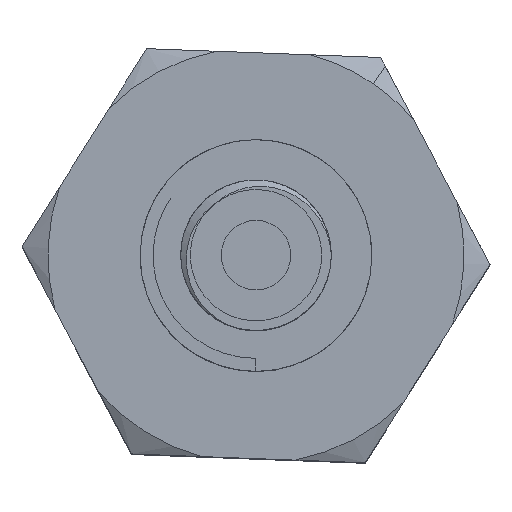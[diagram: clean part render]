
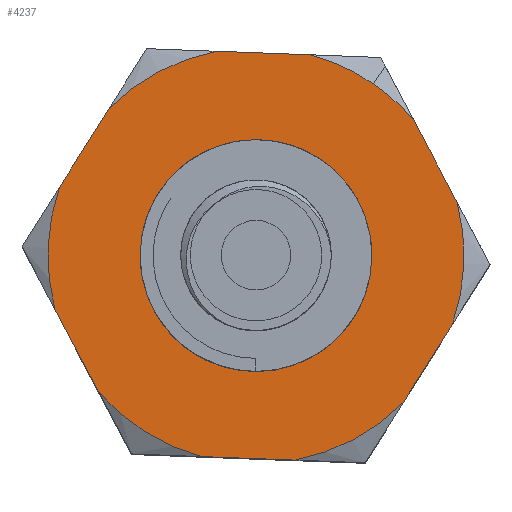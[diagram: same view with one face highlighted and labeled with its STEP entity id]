
A CAD part, top view. The second image highlights one B-rep face of the part: STEP entity #4237.
In plain terms, the highlighted planar face has unit normal (0, 0, 1).
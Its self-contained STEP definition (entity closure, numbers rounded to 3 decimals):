
#296 = CIRCLE ( 'NONE', #8437, 3.591 ) ;
#744 = ORIENTED_EDGE ( 'NONE', *, *, #10163, .F. ) ;
#827 = PLANE ( 'NONE',  #30902 ) ;
#831 = DIRECTION ( 'NONE',  ( 0., 0., -1. ) ) ;
#922 = AXIS2_PLACEMENT_3D ( 'NONE', #28641, #26227, #4029 ) ;
#937 = DIRECTION ( 'NONE',  ( 0.564, 0.826, 0. ) ) ;
#972 = VECTOR ( 'NONE', #7539, 1000. ) ;
#982 = CARTESIAN_POINT ( 'NONE',  ( -0.673, 3.528, 9.981 ) ) ;
#1936 = DIRECTION ( 'NONE',  ( -0.999, 0.038, 0. ) ) ;
#1987 = VERTEX_POINT ( 'NONE', #30613 ) ;
#2220 = CARTESIAN_POINT ( 'NONE',  ( -2.719, -2.346, 9.981 ) ) ;
#2259 = CARTESIAN_POINT ( 'NONE',  ( 3.392, -1.181, 9.981 ) ) ;
#2330 = CARTESIAN_POINT ( 'NONE',  ( 0.846, 1.239, 9.981 ) ) ;
#2762 = VERTEX_POINT ( 'NONE', #4495 ) ;
#2786 = CARTESIAN_POINT ( 'NONE',  ( -2.151, -3.421, 9.981 ) ) ;
#2851 = CARTESIAN_POINT ( 'NONE',  ( 0.936, 3.467, 9.981 ) ) ;
#2865 = CARTESIAN_POINT ( 'NONE',  ( 0., 0., 9.981 ) ) ;
#3129 = CARTESIAN_POINT ( 'NONE',  ( 0., 0., 9.981 ) ) ;
#3152 = AXIS2_PLACEMENT_3D ( 'NONE', #2865, #25516, #25412 ) ;
#3330 = DIRECTION ( 'NONE',  ( 0.564, 0.826, 0. ) ) ;
#3414 = CIRCLE ( 'NONE', #6138, 3.591 ) ;
#3525 = DIRECTION ( 'NONE',  ( 0., 0., -1. ) ) ;
#3701 = EDGE_CURVE ( 'NONE', #10597, #18750, #296, .T. ) ;
#4029 = DIRECTION ( 'NONE',  ( 0.564, 0.826, 0. ) ) ;
#4237 = ADVANCED_FACE ( 'NONE', ( #22219, #17151 ), #827, .F. ) ;
#4316 = CARTESIAN_POINT ( 'NONE',  ( 0., 0., 9.981 ) ) ;
#4495 = CARTESIAN_POINT ( 'NONE',  ( 0.673, -3.528, 9.981 ) ) ;
#4718 = AXIS2_PLACEMENT_3D ( 'NONE', #23193, #10709, #18373 ) ;
#5088 = DIRECTION ( 'NONE',  ( -0.467, 0.884, 0. ) ) ;
#5205 = ORIENTED_EDGE ( 'NONE', *, *, #9571, .F. ) ;
#5240 = EDGE_CURVE ( 'NONE', #23284, #2762, #24561, .T. ) ;
#5361 = VECTOR ( 'NONE', #17302, 1000. ) ;
#5710 = CIRCLE ( 'NONE', #922, 3.591 ) ;
#5756 = EDGE_CURVE ( 'NONE', #1987, #10584, #3414, .T. ) ;
#5889 = AXIS2_PLACEMENT_3D ( 'NONE', #30838, #831, #3330 ) ;
#6138 = AXIS2_PLACEMENT_3D ( 'NONE', #19161, #19269, #21772 ) ;
#6516 = ORIENTED_EDGE ( 'NONE', *, *, #3701, .F. ) ;
#7026 = EDGE_CURVE ( 'NONE', #21474, #11974, #5710, .T. ) ;
#7295 = AXIS2_PLACEMENT_3D ( 'NONE', #9200, #24507, #24088 ) ;
#7385 = LINE ( 'NONE', #2786, #22620 ) ;
#7539 = DIRECTION ( 'NONE',  ( 0.467, -0.884, 0. ) ) ;
#7637 = EDGE_LOOP ( 'NONE', ( #6516, #744, #30715, #5205, #11890, #22807, #8956, #16412, #29487, #9465, #13346, #31527, #24796 ) ) ;
#8369 = DIRECTION ( 'NONE',  ( 0., 0., -1. ) ) ;
#8437 = AXIS2_PLACEMENT_3D ( 'NONE', #3129, #18227, #15919 ) ;
#8629 = ORIENTED_EDGE ( 'NONE', *, *, #24047, .T. ) ;
#8800 = EDGE_CURVE ( 'NONE', #17418, #31876, #17413, .T. ) ;
#8956 = ORIENTED_EDGE ( 'NONE', *, *, #26289, .F. ) ;
#9200 = CARTESIAN_POINT ( 'NONE',  ( 0., 0., 9.981 ) ) ;
#9304 = CARTESIAN_POINT ( 'NONE',  ( 2.719, 2.346, 9.981 ) ) ;
#9397 = CIRCLE ( 'NONE', #27159, 3.591 ) ;
#9465 = ORIENTED_EDGE ( 'NONE', *, *, #25423, .F. ) ;
#9571 = EDGE_CURVE ( 'NONE', #22196, #1987, #25616, .T. ) ;
#9917 = CARTESIAN_POINT ( 'NONE',  ( 4.039, -0.152, 9.981 ) ) ;
#10163 = EDGE_CURVE ( 'NONE', #10584, #10597, #28764, .T. ) ;
#10183 = CARTESIAN_POINT ( 'NONE',  ( -1.887, 3.574, 9.981 ) ) ;
#10584 = VERTEX_POINT ( 'NONE', #9304 ) ;
#10597 = VERTEX_POINT ( 'NONE', #29125 ) ;
#10681 = CARTESIAN_POINT ( 'NONE',  ( -4.039, 0.152, 9.981 ) ) ;
#10709 = DIRECTION ( 'NONE',  ( 0., 0., -1. ) ) ;
#10911 = VECTOR ( 'NONE', #30416, 1000. ) ;
#11181 = CARTESIAN_POINT ( 'NONE',  ( 0., 0., 9.981 ) ) ;
#11678 = CARTESIAN_POINT ( 'NONE',  ( 1.887, -3.574, 9.981 ) ) ;
#11890 = ORIENTED_EDGE ( 'NONE', *, *, #29421, .F. ) ;
#11974 = VERTEX_POINT ( 'NONE', #982 ) ;
#12894 = LINE ( 'NONE', #10681, #10911 ) ;
#13346 = ORIENTED_EDGE ( 'NONE', *, *, #20570, .F. ) ;
#13525 = EDGE_CURVE ( 'NONE', #32381, #17929, #23965, .T. ) ;
#14137 = VECTOR ( 'NONE', #15064, 1000. ) ;
#14659 = CARTESIAN_POINT ( 'NONE',  ( 2.151, 3.421, 9.981 ) ) ;
#15064 = DIRECTION ( 'NONE',  ( -0.532, -0.847, 0. ) ) ;
#15305 = EDGE_CURVE ( 'NONE', #18750, #23284, #27450, .T. ) ;
#15919 = DIRECTION ( 'NONE',  ( 0.564, 0.826, 0. ) ) ;
#16412 = ORIENTED_EDGE ( 'NONE', *, *, #13525, .F. ) ;
#16877 = CARTESIAN_POINT ( 'NONE',  ( -2.534, 2.545, 9.981 ) ) ;
#16885 = DIRECTION ( 'NONE',  ( 0.564, 0.826, 0. ) ) ;
#17151 = FACE_OUTER_BOUND ( 'NONE', #7637, .T. ) ;
#17302 = DIRECTION ( 'NONE',  ( 0.999, -0.038, 0. ) ) ;
#17310 = VERTEX_POINT ( 'NONE', #2220 ) ;
#17413 = CIRCLE ( 'NONE', #27565, 1.5 ) ;
#17418 = VERTEX_POINT ( 'NONE', #2330 ) ;
#17929 = VERTEX_POINT ( 'NONE', #28796 ) ;
#18227 = DIRECTION ( 'NONE',  ( 0., 0., -1. ) ) ;
#18373 = DIRECTION ( 'NONE',  ( 0.564, 0.826, 0. ) ) ;
#18517 = VECTOR ( 'NONE', #1936, 1000. ) ;
#18750 = VERTEX_POINT ( 'NONE', #2259 ) ;
#18902 = EDGE_CURVE ( 'NONE', #17310, #32381, #7385, .T. ) ;
#19161 = CARTESIAN_POINT ( 'NONE',  ( 0., 0., 9.981 ) ) ;
#19192 = DIRECTION ( 'NONE',  ( 0., 0., -1. ) ) ;
#19269 = DIRECTION ( 'NONE',  ( 0., 0., -1. ) ) ;
#20404 = CIRCLE ( 'NONE', #4718, 1.5 ) ;
#20570 = EDGE_CURVE ( 'NONE', #2762, #27902, #22817, .T. ) ;
#20768 = CARTESIAN_POINT ( 'NONE',  ( -0.846, -1.239, 9.981 ) ) ;
#21212 = EDGE_LOOP ( 'NONE', ( #8629, #23518 ) ) ;
#21474 = VERTEX_POINT ( 'NONE', #16877 ) ;
#21772 = DIRECTION ( 'NONE',  ( 0.564, 0.826, 0. ) ) ;
#21961 = CARTESIAN_POINT ( 'NONE',  ( -3.471, -0.923, 9.981 ) ) ;
#22196 = VERTEX_POINT ( 'NONE', #2851 ) ;
#22219 = FACE_BOUND ( 'NONE', #21212, .T. ) ;
#22620 = VECTOR ( 'NONE', #5088, 1000. ) ;
#22807 = ORIENTED_EDGE ( 'NONE', *, *, #7026, .F. ) ;
#22817 = LINE ( 'NONE', #11678, #18517 ) ;
#23143 = CARTESIAN_POINT ( 'NONE',  ( 0., 0., 9.981 ) ) ;
#23193 = CARTESIAN_POINT ( 'NONE',  ( 0., 0., 9.981 ) ) ;
#23284 = VERTEX_POINT ( 'NONE', #29419 ) ;
#23518 = ORIENTED_EDGE ( 'NONE', *, *, #8800, .T. ) ;
#23965 = CIRCLE ( 'NONE', #5889, 3.591 ) ;
#24047 = EDGE_CURVE ( 'NONE', #31876, #17418, #20404, .T. ) ;
#24088 = DIRECTION ( 'NONE',  ( 0.564, 0.826, 0. ) ) ;
#24507 = DIRECTION ( 'NONE',  ( 0., 0., -1. ) ) ;
#24561 = CIRCLE ( 'NONE', #3152, 3.591 ) ;
#24796 = ORIENTED_EDGE ( 'NONE', *, *, #15305, .F. ) ;
#25412 = DIRECTION ( 'NONE',  ( 0.564, 0.826, 0. ) ) ;
#25423 = EDGE_CURVE ( 'NONE', #27902, #17310, #9397, .T. ) ;
#25516 = DIRECTION ( 'NONE',  ( 0., 0., -1. ) ) ;
#25616 = CIRCLE ( 'NONE', #7295, 3.591 ) ;
#26068 = DIRECTION ( 'NONE',  ( 0.564, 0.826, 0. ) ) ;
#26227 = DIRECTION ( 'NONE',  ( 0., 0., -1. ) ) ;
#26289 = EDGE_CURVE ( 'NONE', #17929, #21474, #12894, .T. ) ;
#27159 = AXIS2_PLACEMENT_3D ( 'NONE', #11181, #3525, #26068 ) ;
#27450 = LINE ( 'NONE', #9917, #14137 ) ;
#27565 = AXIS2_PLACEMENT_3D ( 'NONE', #4316, #19192, #16885 ) ;
#27902 = VERTEX_POINT ( 'NONE', #32006 ) ;
#28641 = CARTESIAN_POINT ( 'NONE',  ( 0., 0., 9.981 ) ) ;
#28764 = LINE ( 'NONE', #14659, #972 ) ;
#28796 = CARTESIAN_POINT ( 'NONE',  ( -3.392, 1.181, 9.981 ) ) ;
#29125 = CARTESIAN_POINT ( 'NONE',  ( 3.471, 0.923, 9.981 ) ) ;
#29419 = CARTESIAN_POINT ( 'NONE',  ( 2.534, -2.545, 9.981 ) ) ;
#29421 = EDGE_CURVE ( 'NONE', #11974, #22196, #29657, .T. ) ;
#29487 = ORIENTED_EDGE ( 'NONE', *, *, #18902, .F. ) ;
#29657 = LINE ( 'NONE', #10183, #5361 ) ;
#30416 = DIRECTION ( 'NONE',  ( 0.532, 0.847, 0. ) ) ;
#30613 = CARTESIAN_POINT ( 'NONE',  ( 2.025, 2.966, 9.981 ) ) ;
#30715 = ORIENTED_EDGE ( 'NONE', *, *, #5756, .F. ) ;
#30838 = CARTESIAN_POINT ( 'NONE',  ( 0., 0., 9.981 ) ) ;
#30902 = AXIS2_PLACEMENT_3D ( 'NONE', #23143, #8369, #937 ) ;
#31527 = ORIENTED_EDGE ( 'NONE', *, *, #5240, .F. ) ;
#31876 = VERTEX_POINT ( 'NONE', #20768 ) ;
#32006 = CARTESIAN_POINT ( 'NONE',  ( -0.936, -3.467, 9.981 ) ) ;
#32381 = VERTEX_POINT ( 'NONE', #21961 ) ;
